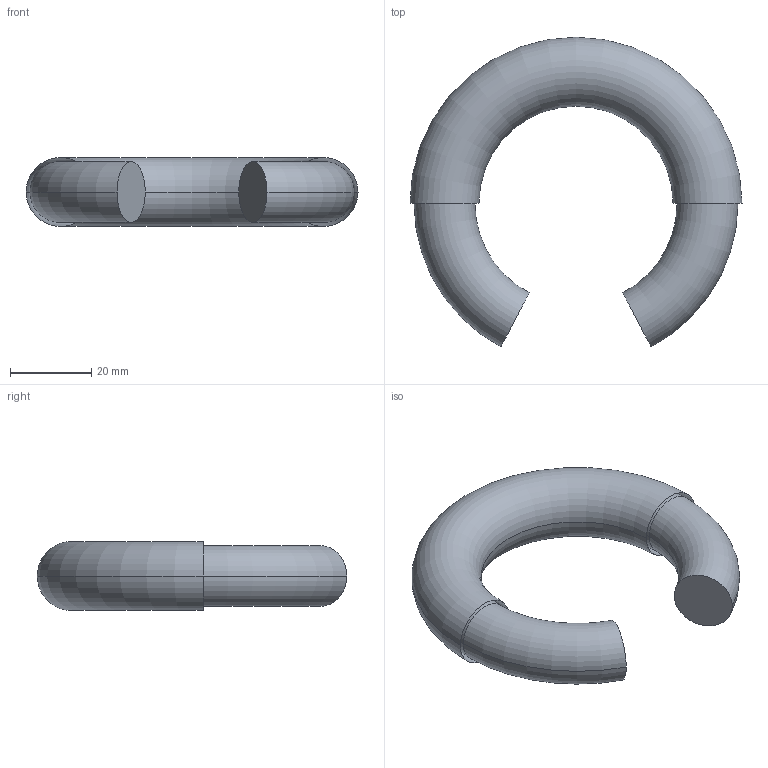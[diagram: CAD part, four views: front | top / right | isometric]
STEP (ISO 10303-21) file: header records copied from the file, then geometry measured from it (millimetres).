
FILE_DESCRIPTION (( 'STEP AP214' ), '1' );
FILE_NAME ('C-ring.STEP', '2026-01-18T00:22:18', ( 'User' ), ( '' ), 'SwSTEP 2.0', 'SolidWorks 2018', '' );
FILE_SCHEMA (( 'AUTOMOTIVE_DESIGN' ));
Length unit declared in the file: millimetre
Products named in the file (1): C-ring
Bounding box: 81.84 x 76.31 x 17 mm (x, y, z)
Surface area: 13922.4 mm2 (no closed solid volume)
Topology: 0 solids, 2 shells, 10 faces, 20 edges, 12 vertices
Faces by surface type: torus 8, plane 2
Entity records: 325 total; most frequent: DIRECTION 62, CARTESIAN_POINT 43, ORIENTED_EDGE 36, AXIS2_PLACEMENT_3D 31, CIRCLE 20, EDGE_CURVE 20, VERTEX_POINT 12, EDGE_LOOP 10
